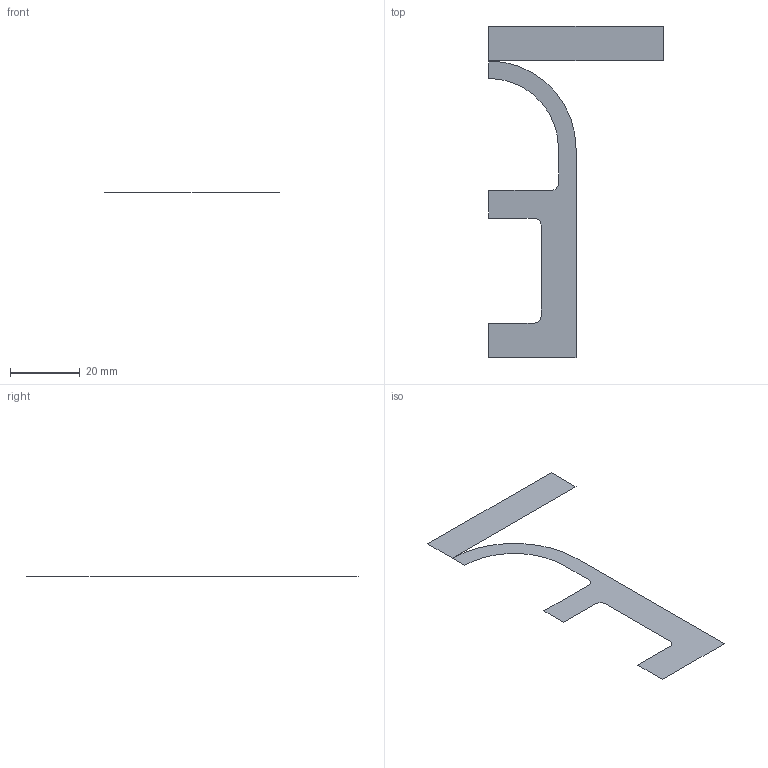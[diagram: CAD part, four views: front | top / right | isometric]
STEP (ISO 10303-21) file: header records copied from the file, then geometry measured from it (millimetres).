
FILE_DESCRIPTION( ( 'STEP Version 203' ), '1' );
FILE_NAME( 'poshag_2.stp', '08/15/22 13:47:51', ( 'User' ), ( ' ' ), 'PSStep 21.0.47', 'DesignModeler STEP Output', ' ' );
FILE_SCHEMA( ( 'CONFIG_CONTROL_DESIGN' ) );
Length unit declared in the file: metre
Products named in the file (2): 1; 2
Bounding box: 50 x 95 x 0 mm (x, y, z)
Surface area: 1489.3 mm2 (no closed solid volume)
Topology: 0 solids, 2 shells, 2 faces, 19 edges, 19 vertices
Faces by surface type: plane 2
Entity records: 252 total; most frequent: CARTESIAN_POINT 42, DIRECTION 32, ORIENTED_EDGE 19, EDGE_CURVE 19, VERTEX_POINT 19, LINE 14, VECTOR 14, CC_DESIGN_PERSON_AND_ORGANIZATION_ASSIGNMENT 9
